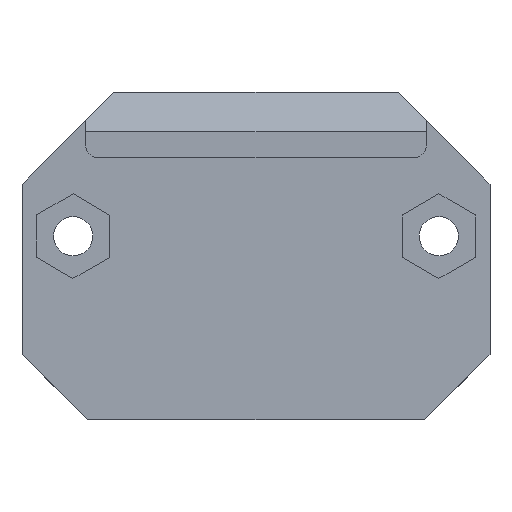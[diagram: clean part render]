
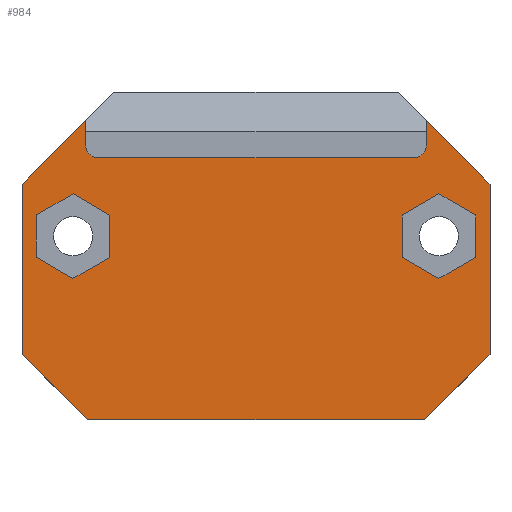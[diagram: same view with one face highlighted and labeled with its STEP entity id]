
A CAD part, front view. The second image highlights one B-rep face of the part: STEP entity #984.
In plain terms, the highlighted planar face has unit normal (0, -1, 0).
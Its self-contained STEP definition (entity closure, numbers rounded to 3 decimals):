
#23=CIRCLE('',#1054,1.);
#24=CIRCLE('',#1055,1.);
#36=FACE_BOUND('',#111,.T.);
#37=FACE_BOUND('',#112,.T.);
#54=FACE_OUTER_BOUND('',#110,.T.);
#110=EDGE_LOOP('',(#717,#718,#719,#720,#721,#722,#723,#724,#725,#726,#727,
#728));
#111=EDGE_LOOP('',(#729,#730,#731,#732,#733,#734));
#112=EDGE_LOOP('',(#735,#736,#737,#738,#739,#740));
#176=LINE('',#1408,#304);
#195=LINE('',#1449,#323);
#199=LINE('',#1457,#327);
#203=LINE('',#1464,#331);
#204=LINE('',#1467,#332);
#205=LINE('',#1469,#333);
#206=LINE('',#1471,#334);
#207=LINE('',#1475,#335);
#208=LINE('',#1479,#336);
#209=LINE('',#1480,#337);
#210=LINE('',#1483,#338);
#211=LINE('',#1485,#339);
#212=LINE('',#1487,#340);
#213=LINE('',#1489,#341);
#214=LINE('',#1491,#342);
#215=LINE('',#1492,#343);
#216=LINE('',#1495,#344);
#217=LINE('',#1497,#345);
#218=LINE('',#1499,#346);
#219=LINE('',#1501,#347);
#220=LINE('',#1503,#348);
#221=LINE('',#1504,#349);
#304=VECTOR('',#1137,10.);
#323=VECTOR('',#1166,10.);
#327=VECTOR('',#1172,10.);
#331=VECTOR('',#1180,10.);
#332=VECTOR('',#1183,10.);
#333=VECTOR('',#1184,10.);
#334=VECTOR('',#1185,10.);
#335=VECTOR('',#1188,10.);
#336=VECTOR('',#1191,10.);
#337=VECTOR('',#1192,10.);
#338=VECTOR('',#1193,10.);
#339=VECTOR('',#1194,10.);
#340=VECTOR('',#1195,10.);
#341=VECTOR('',#1196,10.);
#342=VECTOR('',#1197,10.);
#343=VECTOR('',#1198,10.);
#344=VECTOR('',#1199,10.);
#345=VECTOR('',#1200,10.);
#346=VECTOR('',#1201,10.);
#347=VECTOR('',#1202,10.);
#348=VECTOR('',#1203,10.);
#349=VECTOR('',#1204,10.);
#429=VERTEX_POINT('',#1405);
#430=VERTEX_POINT('',#1407);
#447=VERTEX_POINT('',#1448);
#449=VERTEX_POINT('',#1454);
#450=VERTEX_POINT('',#1456);
#452=VERTEX_POINT('',#1466);
#453=VERTEX_POINT('',#1468);
#454=VERTEX_POINT('',#1470);
#455=VERTEX_POINT('',#1472);
#456=VERTEX_POINT('',#1474);
#457=VERTEX_POINT('',#1476);
#458=VERTEX_POINT('',#1478);
#459=VERTEX_POINT('',#1481);
#460=VERTEX_POINT('',#1482);
#461=VERTEX_POINT('',#1484);
#462=VERTEX_POINT('',#1486);
#463=VERTEX_POINT('',#1488);
#464=VERTEX_POINT('',#1490);
#465=VERTEX_POINT('',#1493);
#466=VERTEX_POINT('',#1494);
#467=VERTEX_POINT('',#1496);
#468=VERTEX_POINT('',#1498);
#469=VERTEX_POINT('',#1500);
#470=VERTEX_POINT('',#1502);
#524=EDGE_CURVE('',#429,#430,#176,.T.);
#545=EDGE_CURVE('',#430,#447,#195,.T.);
#549=EDGE_CURVE('',#449,#450,#199,.T.);
#553=EDGE_CURVE('',#450,#429,#203,.T.);
#554=EDGE_CURVE('',#452,#449,#204,.T.);
#555=EDGE_CURVE('',#453,#452,#205,.T.);
#556=EDGE_CURVE('',#453,#454,#206,.T.);
#557=EDGE_CURVE('',#454,#455,#23,.T.);
#558=EDGE_CURVE('',#455,#456,#207,.T.);
#559=EDGE_CURVE('',#456,#457,#24,.T.);
#560=EDGE_CURVE('',#457,#458,#208,.T.);
#561=EDGE_CURVE('',#447,#458,#209,.T.);
#562=EDGE_CURVE('',#459,#460,#210,.T.);
#563=EDGE_CURVE('',#460,#461,#211,.T.);
#564=EDGE_CURVE('',#461,#462,#212,.T.);
#565=EDGE_CURVE('',#462,#463,#213,.T.);
#566=EDGE_CURVE('',#463,#464,#214,.T.);
#567=EDGE_CURVE('',#464,#459,#215,.T.);
#568=EDGE_CURVE('',#465,#466,#216,.T.);
#569=EDGE_CURVE('',#466,#467,#217,.T.);
#570=EDGE_CURVE('',#467,#468,#218,.T.);
#571=EDGE_CURVE('',#468,#469,#219,.T.);
#572=EDGE_CURVE('',#469,#470,#220,.T.);
#573=EDGE_CURVE('',#470,#465,#221,.T.);
#717=ORIENTED_EDGE('',*,*,#524,.F.);
#718=ORIENTED_EDGE('',*,*,#553,.F.);
#719=ORIENTED_EDGE('',*,*,#549,.F.);
#720=ORIENTED_EDGE('',*,*,#554,.F.);
#721=ORIENTED_EDGE('',*,*,#555,.F.);
#722=ORIENTED_EDGE('',*,*,#556,.T.);
#723=ORIENTED_EDGE('',*,*,#557,.T.);
#724=ORIENTED_EDGE('',*,*,#558,.T.);
#725=ORIENTED_EDGE('',*,*,#559,.T.);
#726=ORIENTED_EDGE('',*,*,#560,.T.);
#727=ORIENTED_EDGE('',*,*,#561,.F.);
#728=ORIENTED_EDGE('',*,*,#545,.F.);
#729=ORIENTED_EDGE('',*,*,#562,.T.);
#730=ORIENTED_EDGE('',*,*,#563,.T.);
#731=ORIENTED_EDGE('',*,*,#564,.T.);
#732=ORIENTED_EDGE('',*,*,#565,.T.);
#733=ORIENTED_EDGE('',*,*,#566,.T.);
#734=ORIENTED_EDGE('',*,*,#567,.T.);
#735=ORIENTED_EDGE('',*,*,#568,.T.);
#736=ORIENTED_EDGE('',*,*,#569,.T.);
#737=ORIENTED_EDGE('',*,*,#570,.T.);
#738=ORIENTED_EDGE('',*,*,#571,.T.);
#739=ORIENTED_EDGE('',*,*,#572,.T.);
#740=ORIENTED_EDGE('',*,*,#573,.T.);
#937=PLANE('',#1053);
#984=ADVANCED_FACE('',(#54,#36,#37),#937,.T.);
#1053=AXIS2_PLACEMENT_3D('',#1465,#1181,#1182);
#1054=AXIS2_PLACEMENT_3D('',#1473,#1186,#1187);
#1055=AXIS2_PLACEMENT_3D('',#1477,#1189,#1190);
#1137=DIRECTION('',(-0.707,0.,0.707));
#1166=DIRECTION('',(0.,0.,1.));
#1172=DIRECTION('',(-0.707,0.,-0.707));
#1180=DIRECTION('',(-1.,0.,0.));
#1181=DIRECTION('center_axis',(0.,-1.,0.));
#1182=DIRECTION('ref_axis',(1.,0.,0.));
#1183=DIRECTION('',(0.,0.,-1.));
#1184=DIRECTION('',(0.707,0.,-0.707));
#1185=DIRECTION('',(0.,0.,-1.));
#1186=DIRECTION('center_axis',(0.,1.,0.));
#1187=DIRECTION('ref_axis',(0.,0.,1.));
#1188=DIRECTION('',(-1.,0.,0.));
#1189=DIRECTION('center_axis',(0.,1.,0.));
#1190=DIRECTION('ref_axis',(0.,0.,-1.));
#1191=DIRECTION('',(0.,0.,1.));
#1192=DIRECTION('',(0.707,0.,0.707));
#1193=DIRECTION('',(0.863,0.,-0.505));
#1194=DIRECTION('',(-0.006,0.,-1.));
#1195=DIRECTION('',(-0.869,0.,-0.495));
#1196=DIRECTION('',(-0.863,0.,0.505));
#1197=DIRECTION('',(0.006,0.,1.));
#1198=DIRECTION('',(0.869,0.,0.495));
#1199=DIRECTION('',(-0.866,0.,0.5));
#1200=DIRECTION('',(0.,0.,1.));
#1201=DIRECTION('',(0.866,0.,0.5));
#1202=DIRECTION('',(0.866,0.,-0.5));
#1203=DIRECTION('',(0.,0.,-1.));
#1204=DIRECTION('',(-0.866,0.,-0.5));
#1405=CARTESIAN_POINT('',(-12.85,-12.8,-24.976));
#1407=CARTESIAN_POINT('',(-17.85,-12.8,-19.976));
#1408=CARTESIAN_POINT('',(-12.638,-12.8,-25.189));
#1448=CARTESIAN_POINT('',(-17.85,-12.8,-7.));
#1449=CARTESIAN_POINT('',(-17.85,-12.8,-29.976));
#1454=CARTESIAN_POINT('',(17.85,-12.8,-19.976));
#1456=CARTESIAN_POINT('',(12.85,-12.8,-24.976));
#1457=CARTESIAN_POINT('',(12.638,-12.8,-25.189));
#1464=CARTESIAN_POINT('',(16.85,-12.8,-24.976));
#1465=CARTESIAN_POINT('Origin',(0.,-12.8,-17.976));
#1466=CARTESIAN_POINT('',(17.85,-12.8,-7.));
#1467=CARTESIAN_POINT('',(17.85,-12.8,-5.976));
#1468=CARTESIAN_POINT('',(13.,-12.8,-2.15));
#1469=CARTESIAN_POINT('',(14.132,-12.8,-3.282));
#1470=CARTESIAN_POINT('',(13.,-12.8,-4.));
#1471=CARTESIAN_POINT('',(13.,-12.8,-5.488));
#1472=CARTESIAN_POINT('',(12.,-12.8,-5.));
#1473=CARTESIAN_POINT('Origin',(12.,-12.8,-4.));
#1474=CARTESIAN_POINT('',(-12.,-12.8,-5.));
#1475=CARTESIAN_POINT('',(-8.425,-12.8,-5.));
#1476=CARTESIAN_POINT('',(-13.,-12.8,-4.));
#1477=CARTESIAN_POINT('Origin',(-12.,-12.8,-4.));
#1478=CARTESIAN_POINT('',(-13.,-12.8,-2.15));
#1479=CARTESIAN_POINT('',(-13.,-12.8,-5.488));
#1480=CARTESIAN_POINT('',(-14.132,-12.8,-3.282));
#1481=CARTESIAN_POINT('',(-13.93,-12.8,-7.743));
#1482=CARTESIAN_POINT('',(-11.14,-12.8,-9.377));
#1483=CARTESIAN_POINT('',(-7.602,-12.8,-11.448));
#1484=CARTESIAN_POINT('',(-11.16,-12.8,-12.61));
#1485=CARTESIAN_POINT('',(-11.151,-12.8,-11.143));
#1486=CARTESIAN_POINT('',(-13.97,-12.8,-14.21));
#1487=CARTESIAN_POINT('',(-7.024,-12.8,-10.256));
#1488=CARTESIAN_POINT('',(-16.76,-12.8,-12.576));
#1489=CARTESIAN_POINT('',(-9.037,-12.8,-17.098));
#1490=CARTESIAN_POINT('',(-16.74,-12.8,-9.343));
#1491=CARTESIAN_POINT('',(-16.761,-12.8,-12.725));
#1492=CARTESIAN_POINT('',(-11.2,-12.8,-6.189));
#1493=CARTESIAN_POINT('',(13.95,-12.8,-14.21));
#1494=CARTESIAN_POINT('',(11.15,-12.8,-12.593));
#1495=CARTESIAN_POINT('',(8.452,-12.8,-11.035));
#1496=CARTESIAN_POINT('',(11.15,-12.8,-9.36));
#1497=CARTESIAN_POINT('',(11.15,-12.8,-12.785));
#1498=CARTESIAN_POINT('',(13.95,-12.8,-7.743));
#1499=CARTESIAN_POINT('',(6.186,-12.8,-12.226));
#1500=CARTESIAN_POINT('',(16.75,-12.8,-9.36));
#1501=CARTESIAN_POINT('',(9.852,-12.8,-5.377));
#1502=CARTESIAN_POINT('',(16.75,-12.8,-12.593));
#1503=CARTESIAN_POINT('',(16.75,-12.8,-11.168));
#1504=CARTESIAN_POINT('',(10.386,-12.8,-16.267));
